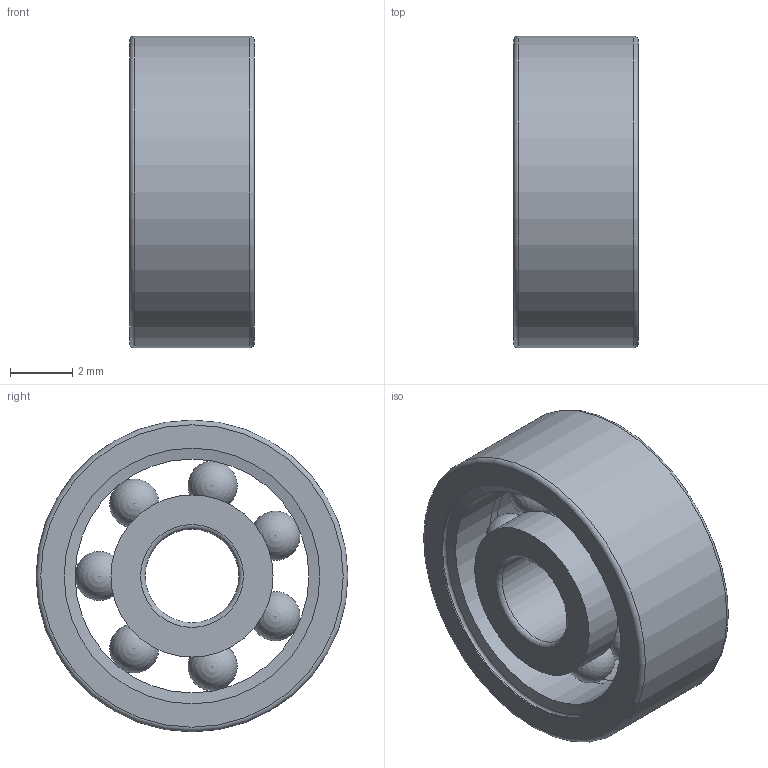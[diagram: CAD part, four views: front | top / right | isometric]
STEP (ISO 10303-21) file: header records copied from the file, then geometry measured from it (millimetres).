
FILE_DESCRIPTION( ( 'STEP AP214' ), ' ' );
FILE_NAME( '623.stp', '2018-02-13T16:09:41', ( '' ), ( '' ), ' ', 'PARTsolutions', ' ' );
FILE_SCHEMA( ( 'AUTOMOTIVE_DESIGN { 1 0 10303 214 1 1 1 1 }' ) );
Length unit declared in the file: millimetre
Products named in the file (4): 623; _623_PART1; _623_PART2; _623_PART3
Assembly tree (9 placements, depth 2):
  623
    _623_PART1
    _623_PART2
    _623_PART3  x7
Bounding box: 4 x 10 x 10 mm (x, y, z)
Volume: 196.8 mm3; surface area: 476.3 mm2
Topology: 9 solids, 9 shells, 29 faces, 61 edges, 36 vertices
Faces by surface type: torus 8, cylinder 8, sphere 7, plane 4, cone 2
Full cylindrical faces by diameter (mm): 3 x1, 5.2 x2, 7.5 x2, 8.2 x2, 10 x1
Entity records: 784 total; most frequent: DIRECTION 110, CARTESIAN_POINT 82, AXIS2_PLACEMENT_3D 55, EDGE_LOOP 44, ORIENTED_EDGE 44, FACE_OUTER_BOUND 38, VERTEX_POINT 27, STYLED_ITEM 23
